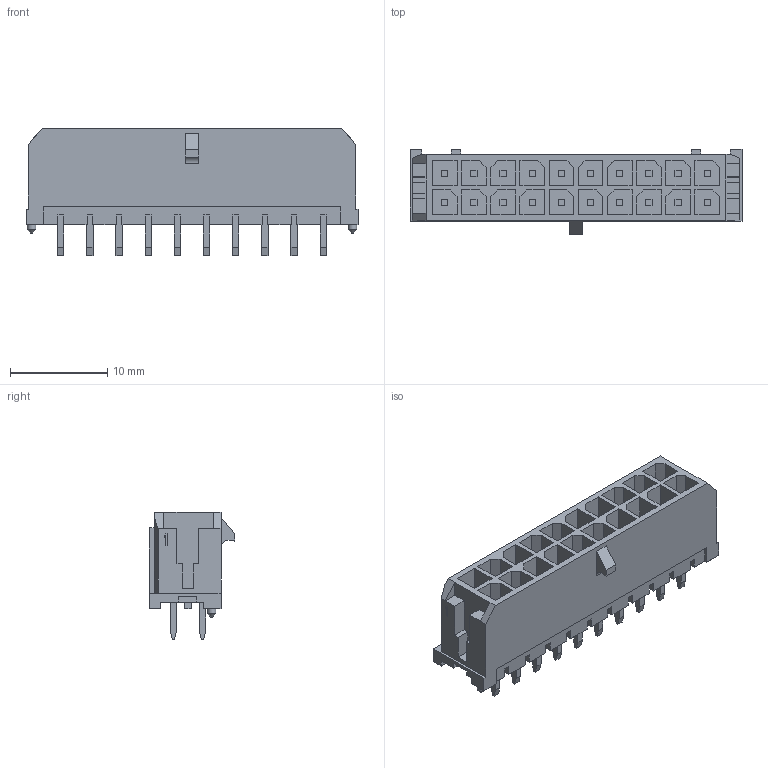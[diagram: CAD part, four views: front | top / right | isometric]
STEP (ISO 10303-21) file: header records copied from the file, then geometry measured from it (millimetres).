
FILE_DESCRIPTION(/* description */ (''),/* implementation_level */ '2;1');
FILE_NAME(/* name */ '430452027.step',/* time_stamp */ '2021-06-11T20:27:38-04:00',/* author */ (''),/* organization */ (''),/* preprocessor_version */ 'ST-DEVELOPER v18.1',/* originating_system */ 'Autodesk Translation Framework v10.9.0.1377',/* authorisation */ '');
FILE_SCHEMA (('AUTOMOTIVE_DESIGN { 1 0 10303 214 3 1 1 }'));
Length unit declared in the file: millimetre
Products named in the file (1): 430452027
Bounding box: 34.15 x 8.77 x 13.09 mm (x, y, z)
Volume: 1355.6 mm3; surface area: 3127.8 mm2
Topology: 1 solids, 1 shells, 669 faces, 1855 edges, 1234 vertices
Faces by surface type: plane 664, cylinder 3, cone 2
Full cylindrical faces by diameter (mm): 0.86 x2
Entity records: 21202 total; most frequent: CARTESIAN_POINT 3759, ORIENTED_EDGE 3710, DIRECTION 3205, EDGE_CURVE 1855, LINE 1845, VECTOR 1845, VERTEX_POINT 1234, EDGE_LOOP 715
